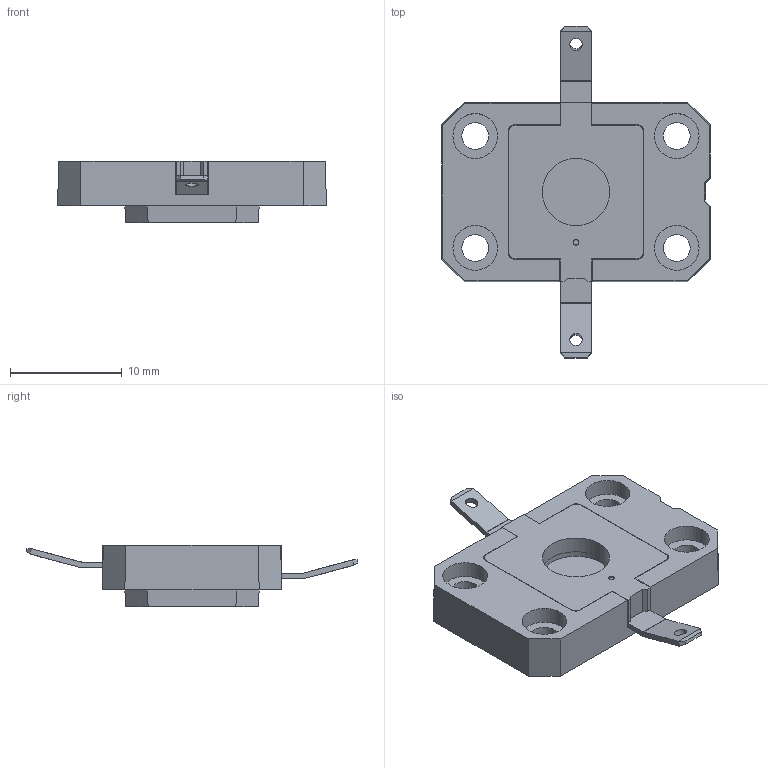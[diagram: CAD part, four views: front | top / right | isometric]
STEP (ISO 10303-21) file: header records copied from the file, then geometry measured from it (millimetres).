
FILE_DESCRIPTION(/* description */ (''),/* implementation_level */ '2;1');
FILE_NAME(/* name */ 'RD3_4.stp',/* time_stamp */ '2024-05-29T15:11:02+09:00',/* author */ ('Mugikura.Atsushi'),/* organization */ (''),/* preprocessor_version */ 'ST-DEVELOPER v17.2',/* originating_system */ 'Autodesk Inventor 2019',/* authorisation */ '');
FILE_SCHEMA (('AUTOMOTIVE_DESIGN { 1 0 10303 214 3 1 1 }'));
Length unit declared in the file: millimetre
Products named in the file (1): RD3_4
Bounding box: 24 x 29.67 x 5.5 mm (x, y, z)
Volume: 1432.2 mm3; surface area: 1700 mm2
Topology: 1 solids, 1 shells, 136 faces, 379 edges, 246 vertices
Faces by surface type: plane 94, cylinder 38, cone 4
Full cylindrical faces by diameter (mm): 0.5 x1, 1.1 x2, 2.4 x4, 4 x4, 6 x4, 6.5 x1, 8.2 x1
Entity records: 4583 total; most frequent: CARTESIAN_POINT 794, ORIENTED_EDGE 758, DIRECTION 743, EDGE_CURVE 379, LINE 273, VECTOR 273, VERTEX_POINT 246, AXIS2_PLACEMENT_3D 235
